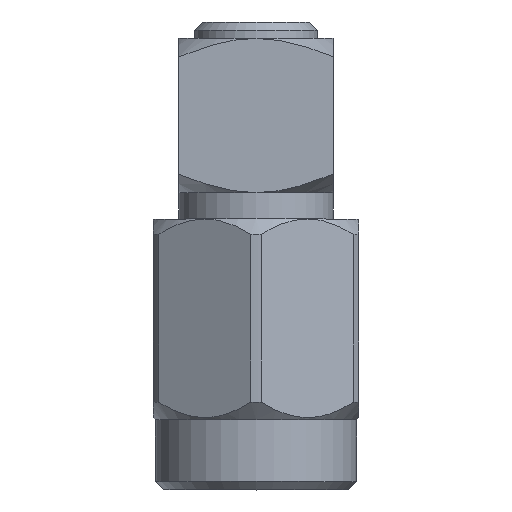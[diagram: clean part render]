
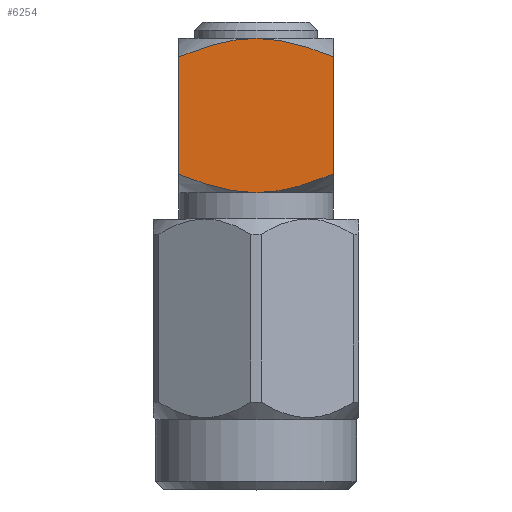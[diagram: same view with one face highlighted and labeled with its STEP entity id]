
A CAD part, top view. The second image highlights one B-rep face of the part: STEP entity #6254.
In plain terms, the highlighted face is planar.
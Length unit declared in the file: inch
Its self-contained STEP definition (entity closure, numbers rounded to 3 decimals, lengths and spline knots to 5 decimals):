
#24 = DIRECTION ( 'NONE',  ( -1., 0., 0. ) ) ;
#252 = VECTOR ( 'NONE', #5012, 39.37008 ) ;
#266 = ORIENTED_EDGE ( 'NONE', *, *, #4861, .F. ) ;
#385 = CARTESIAN_POINT ( 'NONE',  ( 0.37835, 0.094, 0.07898 ) ) ;
#400 = CARTESIAN_POINT ( 'NONE',  ( 0.52752, 0.094, -0.094 ) ) ;
#417 = CARTESIAN_POINT ( 'NONE',  ( 0.38448, 0.094, -0.094 ) ) ;
#946 = CARTESIAN_POINT ( 'NONE',  ( 0.37281, 0.094, -0.06375 ) ) ;
#1386 = CARTESIAN_POINT ( 'NONE',  ( 0.53921, 0.094, -0.06374 ) ) ;
#1456 = CARTESIAN_POINT ( 'NONE',  ( 0.54535, 0.094, 0.04033 ) ) ;
#1573 = LINE ( 'NONE', #3036, #1612 ) ;
#1575 = CARTESIAN_POINT ( 'NONE',  ( 0.52752, 0.094, 0.094 ) ) ;
#1576 = AXIS2_PLACEMENT_3D ( 'NONE', #5032, #5067, #5605 ) ;
#1589 = FACE_OUTER_BOUND ( 'NONE', #1801, .T. ) ;
#1612 = VECTOR ( 'NONE', #24, 39.37008 ) ;
#1801 = EDGE_LOOP ( 'NONE', ( #1841, #2939, #266, #3048, #4430, #5021 ) ) ;
#1824 = VERTEX_POINT ( 'NONE', #4413 ) ;
#1841 = ORIENTED_EDGE ( 'NONE', *, *, #2440, .F. ) ;
#1930 = CARTESIAN_POINT ( 'NONE',  ( 0.54937, 0.094, 0.0163 ) ) ;
#2063 = VERTEX_POINT ( 'NONE', #2925 ) ;
#2215 = VERTEX_POINT ( 'NONE', #3650 ) ;
#2397 = CARTESIAN_POINT ( 'NONE',  ( 0.362, 0.094, 0. ) ) ;
#2400 = CARTESIAN_POINT ( 'NONE',  ( 0.36263, 0.094, -0.0163 ) ) ;
#2437 = CARTESIAN_POINT ( 'NONE',  ( 0.362, 0.094, -0.094 ) ) ;
#2440 = EDGE_CURVE ( 'NONE', #2063, #2215, #3379, .T. ) ;
#2482 = CARTESIAN_POINT ( 'NONE',  ( 0.54704, 0.094, 0.03242 ) ) ;
#2851 = EDGE_CURVE ( 'NONE', #2063, #4228, #4519, .T. ) ;
#2856 = B_SPLINE_CURVE_WITH_KNOTS ( 'NONE', 3,
 ( #2983, #4627, #1930, #2482, #1456, #3950, #6569, #6003 ),
 .UNSPECIFIED., .F., .F.,
 ( 4, 2, 2, 4 ),
 ( 0.008, 0.00862, 0.00924, 0.01048 ),
 .UNSPECIFIED. ) ;
#2904 = CARTESIAN_POINT ( 'NONE',  ( 0.37834, 0.094, -0.07896 ) ) ;
#2925 = CARTESIAN_POINT ( 'NONE',  ( 0.52752, 0.094, -0.094 ) ) ;
#2939 = ORIENTED_EDGE ( 'NONE', *, *, #2851, .T. ) ;
#2981 = CARTESIAN_POINT ( 'NONE',  ( 0.55, 0.094, -0.01617 ) ) ;
#2983 = CARTESIAN_POINT ( 'NONE',  ( 0.55, 0.094, 0. ) ) ;
#3036 = CARTESIAN_POINT ( 'NONE',  ( 0.362, 0.094, 0.094 ) ) ;
#3045 = CARTESIAN_POINT ( 'NONE',  ( 0.38448, 0.094, -0.094 ) ) ;
#3048 = ORIENTED_EDGE ( 'NONE', *, *, #3783, .F. ) ;
#3053 = PLANE ( 'NONE',  #1576 ) ;
#3208 = CARTESIAN_POINT ( 'NONE',  ( 0.38448, 0.094, 0.094 ) ) ;
#3379 = B_SPLINE_CURVE_WITH_KNOTS ( 'NONE', 3,
 ( #400, #4494, #1386, #3985, #2981, #3513 ),
 .UNSPECIFIED., .F., .F.,
 ( 4, 2, 4 ),
 ( 0.00553, 0.00676, 0.008 ),
 .UNSPECIFIED. ) ;
#3447 = EDGE_CURVE ( 'NONE', #4659, #4354, #1573, .T. ) ;
#3513 = CARTESIAN_POINT ( 'NONE',  ( 0.55, 0.094, 0. ) ) ;
#3650 = CARTESIAN_POINT ( 'NONE',  ( 0.55, 0.094, 0. ) ) ;
#3783 = EDGE_CURVE ( 'NONE', #4354, #1824, #6529, .T. ) ;
#3935 = CARTESIAN_POINT ( 'NONE',  ( 0.36496, 0.094, -0.03242 ) ) ;
#3950 = CARTESIAN_POINT ( 'NONE',  ( 0.53919, 0.094, 0.06375 ) ) ;
#3985 = CARTESIAN_POINT ( 'NONE',  ( 0.54749, 0.094, -0.03216 ) ) ;
#4228 = VERTEX_POINT ( 'NONE', #3045 ) ;
#4354 = VERTEX_POINT ( 'NONE', #3208 ) ;
#4371 = CARTESIAN_POINT ( 'NONE',  ( 0.362, 0.094, -0.00809 ) ) ;
#4413 = CARTESIAN_POINT ( 'NONE',  ( 0.362, 0.094, 0. ) ) ;
#4430 = ORIENTED_EDGE ( 'NONE', *, *, #3447, .F. ) ;
#4494 = CARTESIAN_POINT ( 'NONE',  ( 0.53365, 0.094, -0.07898 ) ) ;
#4519 = LINE ( 'NONE', #2437, #252 ) ;
#4627 = CARTESIAN_POINT ( 'NONE',  ( 0.55, 0.094, 0.00809 ) ) ;
#4659 = VERTEX_POINT ( 'NONE', #1575 ) ;
#4861 = EDGE_CURVE ( 'NONE', #1824, #4228, #5172, .T. ) ;
#4934 = CARTESIAN_POINT ( 'NONE',  ( 0.38448, 0.094, 0.094 ) ) ;
#4939 = CARTESIAN_POINT ( 'NONE',  ( 0.362, 0.094, 0. ) ) ;
#5012 = DIRECTION ( 'NONE',  ( -1., 0., 0. ) ) ;
#5021 = ORIENTED_EDGE ( 'NONE', *, *, #5538, .F. ) ;
#5032 = CARTESIAN_POINT ( 'NONE',  ( 0.362, 0.094, 0.094 ) ) ;
#5067 = DIRECTION ( 'NONE',  ( 0., -1., 0. ) ) ;
#5172 = B_SPLINE_CURVE_WITH_KNOTS ( 'NONE', 3,
 ( #4939, #4371, #2400, #3935, #5485, #946, #2904, #417 ),
 .UNSPECIFIED., .F., .F.,
 ( 4, 2, 2, 4 ),
 ( 0.008, 0.00862, 0.00924, 0.01048 ),
 .UNSPECIFIED. ) ;
#5376 = CARTESIAN_POINT ( 'NONE',  ( 0.36451, 0.094, 0.03216 ) ) ;
#5485 = CARTESIAN_POINT ( 'NONE',  ( 0.36665, 0.094, -0.04033 ) ) ;
#5514 = CARTESIAN_POINT ( 'NONE',  ( 0.37279, 0.094, 0.06374 ) ) ;
#5538 = EDGE_CURVE ( 'NONE', #2215, #4659, #2856, .T. ) ;
#5605 = DIRECTION ( 'NONE',  ( 1., 0., 0. ) ) ;
#6003 = CARTESIAN_POINT ( 'NONE',  ( 0.52752, 0.094, 0.094 ) ) ;
#6015 = CARTESIAN_POINT ( 'NONE',  ( 0.362, 0.094, 0.01617 ) ) ;
#6254 = ADVANCED_FACE ( 'NONE', ( #1589 ), #3053, .F. ) ;
#6529 = B_SPLINE_CURVE_WITH_KNOTS ( 'NONE', 3,
 ( #4934, #385, #5514, #5376, #6015, #2397 ),
 .UNSPECIFIED., .F., .F.,
 ( 4, 2, 4 ),
 ( 0.00553, 0.00676, 0.008 ),
 .UNSPECIFIED. ) ;
#6569 = CARTESIAN_POINT ( 'NONE',  ( 0.53366, 0.094, 0.07896 ) ) ;
